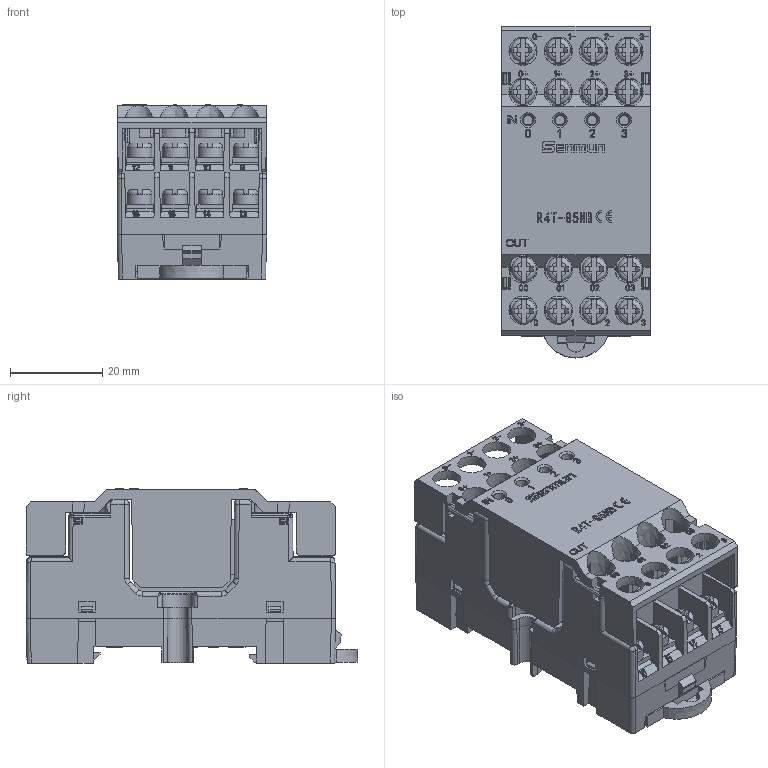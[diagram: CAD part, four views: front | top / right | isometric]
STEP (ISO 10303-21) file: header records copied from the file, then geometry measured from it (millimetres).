
FILE_DESCRIPTION(/* description */ (''),/* implementation_level */ '2;1');
FILE_NAME(/* name */ '',/* time_stamp */ '2025-06-10T13:27:33+08:00',/* author */ (''),/* organization */ (''),/* preprocessor_version */ 'ST-DEVELOPER v14',/* originating_system */ 'SIEMENS PLM Software NX 8.0',/* authorisation */ '');
FILE_SCHEMA (('AUTOMOTIVE_DESIGN { 1 0 10303 214 3 1 1 1 }'));
Products named in the file (1): DELL1E343E9Am9xc
Bounding box: 32.3 x 71.85 x 37.7 mm (x, y, z)
Volume: 51171 mm3; surface area: 36752.9 mm2
Topology: 1 solids, 33 shells, 3892 faces, 10804 edges, 7117 vertices
Faces by surface type: plane 3285, cylinder 362, extrusion 75, cone 66, bspline 54, torus 42, sphere 8
Full cylindrical faces by diameter (mm): 1.2 x8, 2 x16, 2.09 x4, 5.3 x16
Entity records: 131397 total; most frequent: CARTESIAN_POINT 30945, ORIENTED_EDGE 21340, DIRECTION 18779, EDGE_CURVE 10670, VECTOR 9039, LINE 8964, VERTEX_POINT 7077, AXIS2_PLACEMENT_3D 4870
